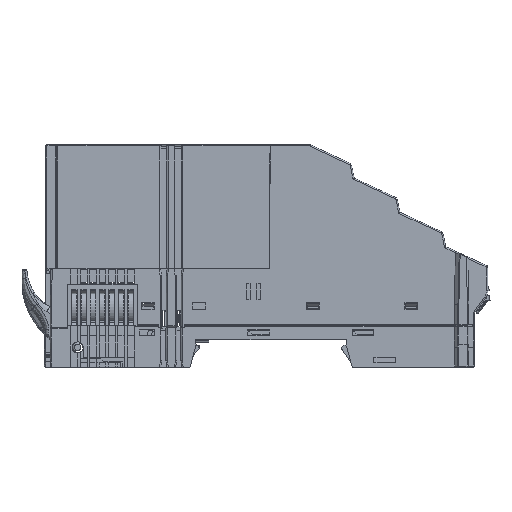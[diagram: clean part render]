
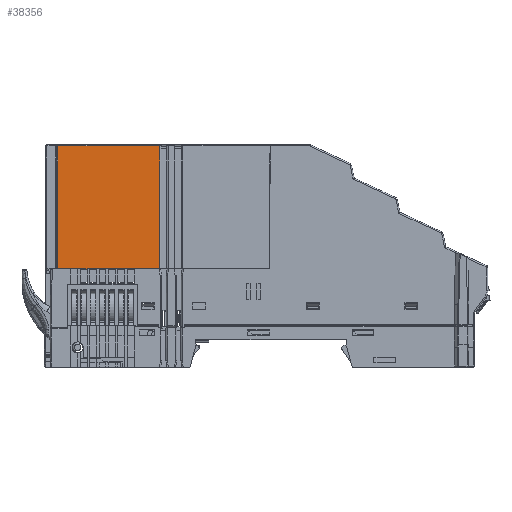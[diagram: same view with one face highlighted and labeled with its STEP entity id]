
A CAD part, top view. The second image highlights one B-rep face of the part: STEP entity #38356.
In plain terms, the highlighted planar face has unit normal (0, 0, 1).
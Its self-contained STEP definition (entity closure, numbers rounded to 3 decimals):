
#36145=DIRECTION('',(-1.,0.,0.));
#36146=VECTOR('',#36145,23.828);
#36147=CARTESIAN_POINT('',(-20.331,38.727,7.15));
#36148=LINE('',#36147,#36146);
#36163=DIRECTION('',(-1.,0.,0.));
#36164=VECTOR('',#36163,23.828);
#36165=CARTESIAN_POINT('',(-20.331,10.027,
7.15));
#36166=LINE('',#36165,#36164);
#36181=DIRECTION('',(0.,1.,0.));
#36182=VECTOR('',#36181,28.7);
#36183=CARTESIAN_POINT('',(-20.331,10.027,
7.15));
#36184=LINE('',#36183,#36182);
#36190=DIRECTION('',(0.,-1.,0.));
#36191=VECTOR('',#36190,28.7);
#36192=CARTESIAN_POINT('',(-44.159,38.727,7.15));
#36193=LINE('',#36192,#36191);
#37569=CARTESIAN_POINT('',(-44.159,38.727,7.15));
#37571=VERTEX_POINT('',#37569);
#37574=CARTESIAN_POINT('',(-20.331,38.727,7.15));
#37576=VERTEX_POINT('',#37574);
#37577=CARTESIAN_POINT('',(-20.331,10.027,
7.15));
#37578=CARTESIAN_POINT('',(-44.159,10.027,
7.15));
#37579=VERTEX_POINT('',#37577);
#37580=VERTEX_POINT('',#37578);
#38342=CARTESIAN_POINT('',(-32.245,24.377,
7.15));
#38343=DIRECTION('',(0.,0.,1.));
#38344=DIRECTION('',(1.,0.,0.));
#38345=AXIS2_PLACEMENT_3D('',#38342,#38343,#38344);
#38346=PLANE('',#38345);
#38347=ORIENTED_EDGE('',*,*,#38332,.F.);
#38349=ORIENTED_EDGE('',*,*,#38348,.F.);
#38351=ORIENTED_EDGE('',*,*,#38350,.T.);
#38353=ORIENTED_EDGE('',*,*,#38352,.F.);
#38354=EDGE_LOOP('',(#38347,#38349,#38351,#38353));
#38355=FACE_OUTER_BOUND('',#38354,.F.);
#38356=ADVANCED_FACE('',(#38355),#38346,.T.);
#38332=EDGE_CURVE('',#37576,#37571,#36148,.T.);
#38348=EDGE_CURVE('',#37579,#37576,#36184,.T.);
#38350=EDGE_CURVE('',#37579,#37580,#36166,.T.);
#38352=EDGE_CURVE('',#37571,#37580,#36193,.T.);
